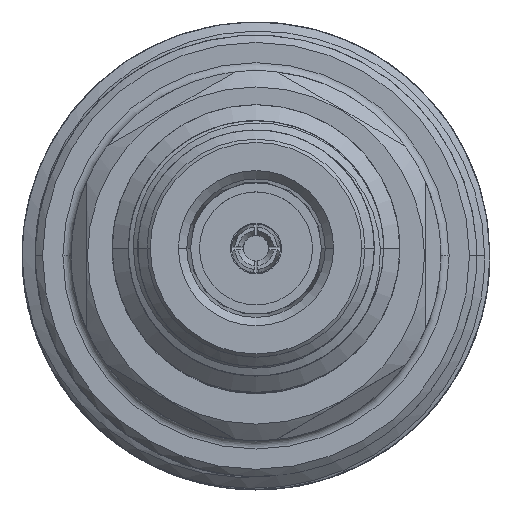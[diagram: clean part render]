
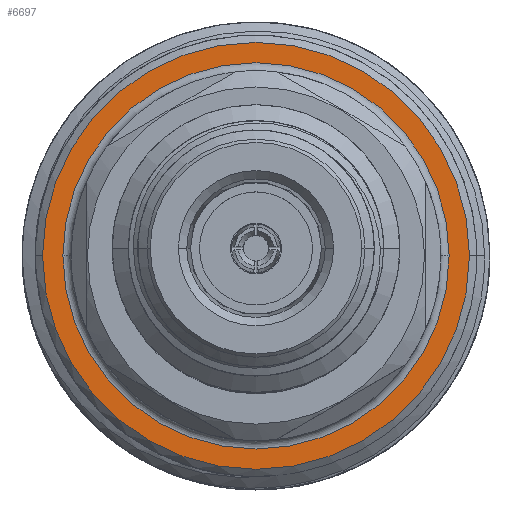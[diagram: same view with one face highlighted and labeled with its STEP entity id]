
A CAD part, top view. The second image highlights one B-rep face of the part: STEP entity #6697.
In plain terms, the highlighted face is planar.
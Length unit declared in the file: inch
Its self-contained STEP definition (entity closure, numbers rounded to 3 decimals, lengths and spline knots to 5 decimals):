
#348 = DIRECTION ( 'NONE',  ( 1., 0., 0. ) ) ;
#758 = VERTEX_POINT ( 'NONE', #5289 ) ;
#761 = DIRECTION ( 'NONE',  ( 0., 0., 1. ) ) ;
#865 = CIRCLE ( 'NONE', #3970, 0.47132 ) ;
#1220 = VERTEX_POINT ( 'NONE', #4275 ) ;
#1286 = ORIENTED_EDGE ( 'NONE', *, *, #1494, .T. ) ;
#1332 = VERTEX_POINT ( 'NONE', #10520 ) ;
#1471 = DIRECTION ( 'NONE',  ( 0., 0., 1. ) ) ;
#1494 = EDGE_CURVE ( 'NONE', #1220, #1332, #6806, .T. ) ;
#2012 = DIRECTION ( 'NONE',  ( -1., 0., 0. ) ) ;
#2261 = CARTESIAN_POINT ( 'NONE',  ( 0.41616, 0., -0.52087 ) ) ;
#2985 = FACE_OUTER_BOUND ( 'NONE', #5970, .T. ) ;
#3355 = CIRCLE ( 'NONE', #3752, 0.52087 ) ;
#3423 = CARTESIAN_POINT ( 'NONE',  ( 0.41616, 0., 0. ) ) ;
#3728 = DIRECTION ( 'NONE',  ( -1., 0., 0. ) ) ;
#3752 = AXIS2_PLACEMENT_3D ( 'NONE', #3423, #10329, #1471 ) ;
#3798 = CARTESIAN_POINT ( 'NONE',  ( 0.41616, 0., 0. ) ) ;
#3947 = CARTESIAN_POINT ( 'NONE',  ( 0.41616, 0., 0. ) ) ;
#3970 = AXIS2_PLACEMENT_3D ( 'NONE', #3947, #6843, #9887 ) ;
#4275 = CARTESIAN_POINT ( 'NONE',  ( 0.41616, 0., 0.47132 ) ) ;
#4743 = ORIENTED_EDGE ( 'NONE', *, *, #8440, .T. ) ;
#5262 = CARTESIAN_POINT ( 'NONE',  ( 0.41616, 0., 0. ) ) ;
#5286 = ORIENTED_EDGE ( 'NONE', *, *, #6303, .T. ) ;
#5289 = CARTESIAN_POINT ( 'NONE',  ( 0.41616, 0., 0.52087 ) ) ;
#5631 = CIRCLE ( 'NONE', #8947, 0.52087 ) ;
#5642 = ORIENTED_EDGE ( 'NONE', *, *, #6430, .T. ) ;
#5970 = EDGE_LOOP ( 'NONE', ( #5286, #4743 ) ) ;
#6006 = FACE_BOUND ( 'NONE', #11480, .T. ) ;
#6303 = EDGE_CURVE ( 'NONE', #758, #9862, #3355, .T. ) ;
#6430 = EDGE_CURVE ( 'NONE', #1332, #1220, #865, .T. ) ;
#6697 = ADVANCED_FACE ( 'NONE', ( #6006, #2985 ), #10030, .F. ) ;
#6806 = CIRCLE ( 'NONE', #9910, 0.47132 ) ;
#6843 = DIRECTION ( 'NONE',  ( -1., 0., 0. ) ) ;
#8440 = EDGE_CURVE ( 'NONE', #9862, #758, #5631, .T. ) ;
#8947 = AXIS2_PLACEMENT_3D ( 'NONE', #5262, #348, #12328 ) ;
#8998 = DIRECTION ( 'NONE',  ( 0., 0., 1. ) ) ;
#9862 = VERTEX_POINT ( 'NONE', #2261 ) ;
#9887 = DIRECTION ( 'NONE',  ( 0., 0., 1. ) ) ;
#9910 = AXIS2_PLACEMENT_3D ( 'NONE', #3798, #3728, #761 ) ;
#10030 = PLANE ( 'NONE',  #12449 ) ;
#10329 = DIRECTION ( 'NONE',  ( 1., 0., 0. ) ) ;
#10520 = CARTESIAN_POINT ( 'NONE',  ( 0.41616, 0., -0.47132 ) ) ;
#10874 = CARTESIAN_POINT ( 'NONE',  ( 0.41616, 0., 0. ) ) ;
#11480 = EDGE_LOOP ( 'NONE', ( #1286, #5642 ) ) ;
#12328 = DIRECTION ( 'NONE',  ( 0., 0., 1. ) ) ;
#12449 = AXIS2_PLACEMENT_3D ( 'NONE', #10874, #2012, #8998 ) ;
